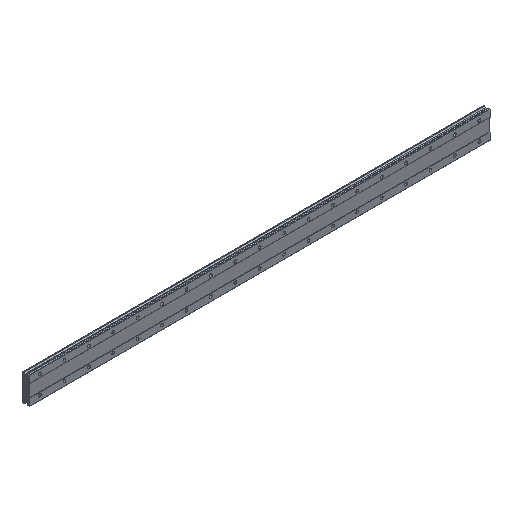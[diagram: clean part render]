
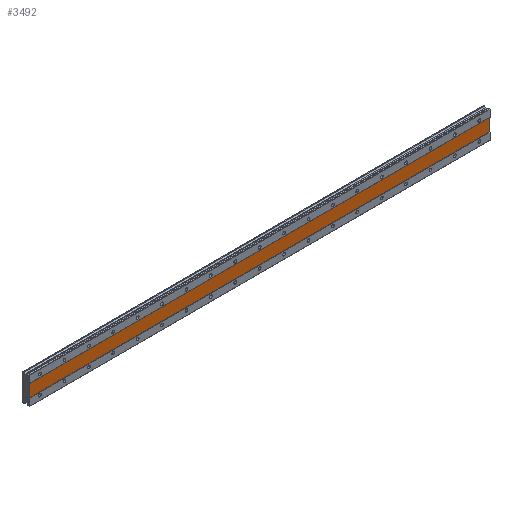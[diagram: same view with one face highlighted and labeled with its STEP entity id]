
A CAD part, isometric view. The second image highlights one B-rep face of the part: STEP entity #3492.
In plain terms, the highlighted planar face has unit normal (0, -1, 0).
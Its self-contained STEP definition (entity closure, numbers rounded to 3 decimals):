
#36 = CARTESIAN_POINT ( 'NONE',  ( -35., 1., 20. ) ) ;
#158 = EDGE_CURVE ( 'NONE', #3262, #6268, #4309, .T. ) ;
#372 = EDGE_LOOP ( 'NONE', ( #382, #1012, #6057, #3031 ) ) ;
#382 = ORIENTED_EDGE ( 'NONE', *, *, #6855, .F. ) ;
#422 = DIRECTION ( 'NONE',  ( 0., 1., 0. ) ) ;
#602 = DIRECTION ( 'NONE',  ( 0., 0., -1. ) ) ;
#811 = DIRECTION ( 'NONE',  ( -1., 0., 0. ) ) ;
#888 = VECTOR ( 'NONE', #3310, 1000. ) ;
#1012 = ORIENTED_EDGE ( 'NONE', *, *, #6707, .F. ) ;
#1574 = VECTOR ( 'NONE', #3859, 1000. ) ;
#1646 = CARTESIAN_POINT ( 'NONE',  ( 1475., 1., -20. ) ) ;
#1779 = CARTESIAN_POINT ( 'NONE',  ( -35., 1., -20. ) ) ;
#1889 = VERTEX_POINT ( 'NONE', #1646 ) ;
#2095 = DIRECTION ( 'NONE',  ( 0., 0., 1. ) ) ;
#2911 = VERTEX_POINT ( 'NONE', #1779 ) ;
#2953 = LINE ( 'NONE', #3344, #5302 ) ;
#3031 = ORIENTED_EDGE ( 'NONE', *, *, #3267, .F. ) ;
#3157 = AXIS2_PLACEMENT_3D ( 'NONE', #3192, #422, #2095 ) ;
#3192 = CARTESIAN_POINT ( 'NONE',  ( 1475., 1., 20. ) ) ;
#3262 = VERTEX_POINT ( 'NONE', #36 ) ;
#3267 = EDGE_CURVE ( 'NONE', #2911, #3262, #3785, .T. ) ;
#3310 = DIRECTION ( 'NONE',  ( 1., 0., 0. ) ) ;
#3344 = CARTESIAN_POINT ( 'NONE',  ( 1475., 1., 20. ) ) ;
#3483 = VECTOR ( 'NONE', #811, 1000. ) ;
#3492 = ADVANCED_FACE ( 'NONE', ( #4142 ), #4924, .F. ) ;
#3785 = LINE ( 'NONE', #5963, #1574 ) ;
#3859 = DIRECTION ( 'NONE',  ( 0., 0., 1. ) ) ;
#4036 = CARTESIAN_POINT ( 'NONE',  ( 1475., 1., -20. ) ) ;
#4142 = FACE_OUTER_BOUND ( 'NONE', #372, .T. ) ;
#4309 = LINE ( 'NONE', #6472, #888 ) ;
#4924 = PLANE ( 'NONE',  #3157 ) ;
#5302 = VECTOR ( 'NONE', #602, 1000. ) ;
#5721 = LINE ( 'NONE', #4036, #3483 ) ;
#5828 = CARTESIAN_POINT ( 'NONE',  ( 1475., 1., 20. ) ) ;
#5963 = CARTESIAN_POINT ( 'NONE',  ( -35., 1., 20. ) ) ;
#6057 = ORIENTED_EDGE ( 'NONE', *, *, #158, .F. ) ;
#6268 = VERTEX_POINT ( 'NONE', #5828 ) ;
#6472 = CARTESIAN_POINT ( 'NONE',  ( 1475., 1., 20. ) ) ;
#6707 = EDGE_CURVE ( 'NONE', #6268, #1889, #2953, .T. ) ;
#6855 = EDGE_CURVE ( 'NONE', #1889, #2911, #5721, .T. ) ;
